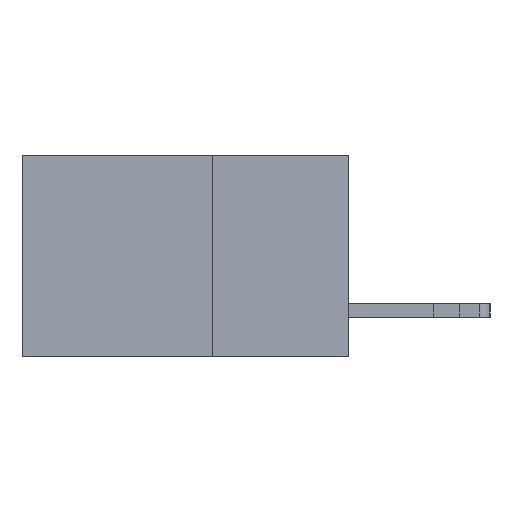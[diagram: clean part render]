
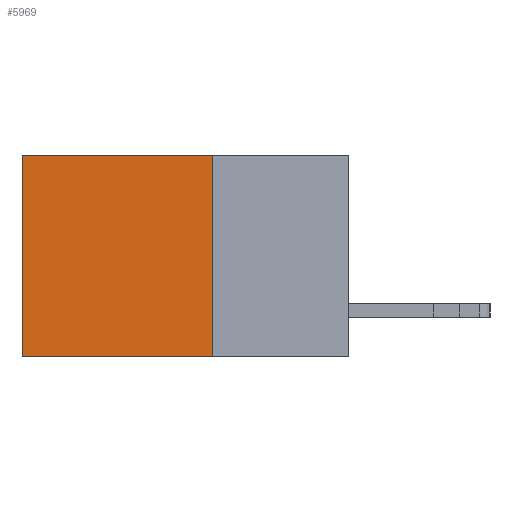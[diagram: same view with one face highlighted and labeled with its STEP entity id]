
A CAD part, left-side view. The second image highlights one B-rep face of the part: STEP entity #5969.
In plain terms, the highlighted planar face has unit normal (-1, 0, 0).
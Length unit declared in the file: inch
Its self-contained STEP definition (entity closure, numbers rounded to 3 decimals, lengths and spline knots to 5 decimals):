
#127 = CARTESIAN_POINT ( 'NONE',  ( 0.2615, 0.25, -0.37 ) ) ;
#154 = VERTEX_POINT ( 'NONE', #13780 ) ;
#728 = ORIENTED_EDGE ( 'NONE', *, *, #4640, .T. ) ;
#1922 = VERTEX_POINT ( 'NONE', #15513 ) ;
#2925 = DIRECTION ( 'NONE',  ( 0., 1., 0. ) ) ;
#3051 = CARTESIAN_POINT ( 'NONE',  ( 0.2615, 0.25, 0. ) ) ;
#4382 = CARTESIAN_POINT ( 'NONE',  ( 0.2615, 0.25, -0.37 ) ) ;
#4499 = VERTEX_POINT ( 'NONE', #4382 ) ;
#4507 = EDGE_CURVE ( 'NONE', #154, #1922, #13178, .T. ) ;
#4640 = EDGE_CURVE ( 'NONE', #1922, #5779, #9996, .T. ) ;
#4816 = EDGE_LOOP ( 'NONE', ( #728, #17710, #14930, #8833 ) ) ;
#5173 = EDGE_CURVE ( 'NONE', #154, #4499, #8636, .T. ) ;
#5779 = VERTEX_POINT ( 'NONE', #9118 ) ;
#5969 = ADVANCED_FACE ( 'NONE', ( #9491 ), #6420, .F. ) ;
#6318 = DIRECTION ( 'NONE',  ( 0., 0., -1. ) ) ;
#6361 = DIRECTION ( 'NONE',  ( 1., 0., 0. ) ) ;
#6420 = PLANE ( 'NONE',  #13173 ) ;
#6559 = CARTESIAN_POINT ( 'NONE',  ( 0.2615, 0.25, -0.37 ) ) ;
#8187 = VECTOR ( 'NONE', #17724, 39.37008 ) ;
#8636 = LINE ( 'NONE', #17654, #8187 ) ;
#8787 = DIRECTION ( 'NONE',  ( 0., 1., 0. ) ) ;
#8833 = ORIENTED_EDGE ( 'NONE', *, *, #4507, .T. ) ;
#8877 = EDGE_CURVE ( 'NONE', #4499, #5779, #14601, .T. ) ;
#9118 = CARTESIAN_POINT ( 'NONE',  ( 0.2615, 0.6, -0.37 ) ) ;
#9491 = FACE_OUTER_BOUND ( 'NONE', #4816, .T. ) ;
#9996 = LINE ( 'NONE', #17634, #10900 ) ;
#10900 = VECTOR ( 'NONE', #17512, 39.37008 ) ;
#11196 = VECTOR ( 'NONE', #8787, 39.37008 ) ;
#13173 = AXIS2_PLACEMENT_3D ( 'NONE', #6559, #6361, #6318 ) ;
#13178 = LINE ( 'NONE', #3051, #16534 ) ;
#13780 = CARTESIAN_POINT ( 'NONE',  ( 0.2615, 0.25, 0. ) ) ;
#14601 = LINE ( 'NONE', #127, #11196 ) ;
#14930 = ORIENTED_EDGE ( 'NONE', *, *, #5173, .F. ) ;
#15513 = CARTESIAN_POINT ( 'NONE',  ( 0.2615, 0.6, 0. ) ) ;
#16534 = VECTOR ( 'NONE', #2925, 39.37008 ) ;
#17512 = DIRECTION ( 'NONE',  ( 0., 0., -1. ) ) ;
#17634 = CARTESIAN_POINT ( 'NONE',  ( 0.2615, 0.6, -0.37 ) ) ;
#17654 = CARTESIAN_POINT ( 'NONE',  ( 0.2615, 0.25, -0.37 ) ) ;
#17710 = ORIENTED_EDGE ( 'NONE', *, *, #8877, .F. ) ;
#17724 = DIRECTION ( 'NONE',  ( 0., 0., -1. ) ) ;
